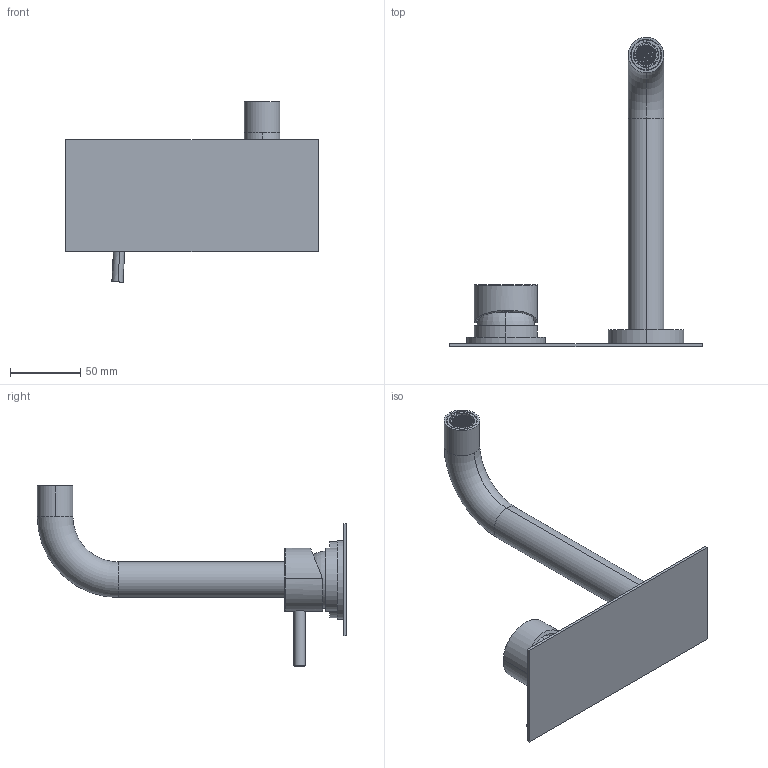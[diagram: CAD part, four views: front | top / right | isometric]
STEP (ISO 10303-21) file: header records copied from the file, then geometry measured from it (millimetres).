
FILE_DESCRIPTION (( 'STEP AP214' ), '1' );
FILE_NAME ('SMOS25200LH_shell2.STEP', '2017-08-03T05:27:42', ( 'khoa' ), ( '' ), 'SwSTEP 2.0', 'SolidWorks 2016', '' );
FILE_SCHEMA (( 'AUTOMOTIVE_DESIGN' ));
Length unit declared in the file: millimetre
Products named in the file (2): SMOS25200LH_shell2
Bounding box: 180 x 220.7 x 128.62 mm (x, y, z)
Volume: 153197.5 mm3; surface area: 81174.2 mm2
Topology: 2 solids, 2 shells, 1216 faces, 3070 edges, 2036 vertices
Faces by surface type: plane 1100, cylinder 86, cone 20, torus 10
Entity records: 49286 total; most frequent: CARTESIAN_POINT 6481, ORIENTED_EDGE 6140, DIRECTION 5716, EDGE_CURVE 3070, LINE 2828, VECTOR 2828, VERTEX_POINT 2036, AXIS2_PLACEMENT_3D 1444
